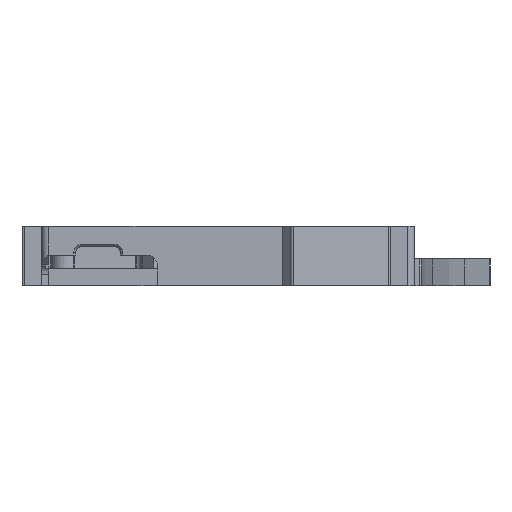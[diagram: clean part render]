
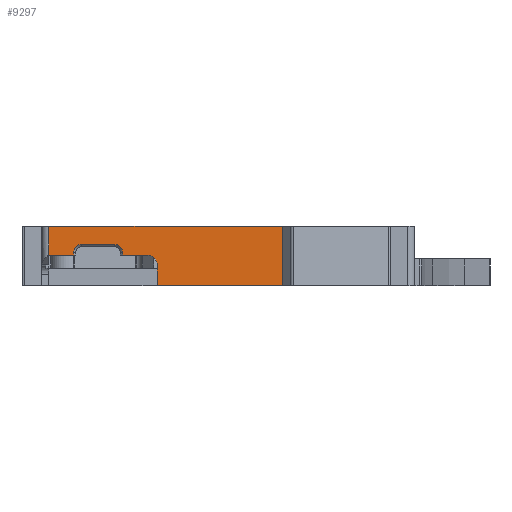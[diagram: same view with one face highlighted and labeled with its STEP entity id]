
A CAD part, left-side view. The second image highlights one B-rep face of the part: STEP entity #9297.
In plain terms, the highlighted planar face has unit normal (-1, 0, 0).
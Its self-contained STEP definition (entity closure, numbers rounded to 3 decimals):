
#629=FACE_OUTER_BOUND('',#1169,.T.);
#1169=EDGE_LOOP('',(#7312,#7313,#7314,#7315,#7316,#7317,#7318,#7319,#7320,
#7321,#7322,#7323,#7324));
#1522=CIRCLE('',#9765,1.7);
#1523=CIRCLE('',#9766,1.7);
#1524=CIRCLE('',#9767,2.);
#2037=LINE('',#14522,#3134);
#2101=LINE('',#14693,#3198);
#2129=LINE('',#14764,#3226);
#2130=LINE('',#14767,#3227);
#2131=LINE('',#14769,#3228);
#2132=LINE('',#14773,#3229);
#2133=LINE('',#14777,#3230);
#2134=LINE('',#14779,#3231);
#2135=LINE('',#14782,#3232);
#2136=LINE('',#14783,#3233);
#3134=VECTOR('',#10865,10.);
#3198=VECTOR('',#10985,10.);
#3226=VECTOR('',#11035,10.);
#3227=VECTOR('',#11038,10.);
#3228=VECTOR('',#11039,10.);
#3229=VECTOR('',#11042,10.);
#3230=VECTOR('',#11045,10.);
#3231=VECTOR('',#11046,10.);
#3232=VECTOR('',#11049,10.);
#3233=VECTOR('',#11050,10.);
#4223=VERTEX_POINT('',#14519);
#4224=VERTEX_POINT('',#14521);
#4288=VERTEX_POINT('',#14690);
#4289=VERTEX_POINT('',#14692);
#4307=VERTEX_POINT('',#14762);
#4308=VERTEX_POINT('',#14766);
#4309=VERTEX_POINT('',#14768);
#4310=VERTEX_POINT('',#14770);
#4311=VERTEX_POINT('',#14772);
#4312=VERTEX_POINT('',#14774);
#4313=VERTEX_POINT('',#14776);
#4314=VERTEX_POINT('',#14778);
#4315=VERTEX_POINT('',#14780);
#5309=EDGE_CURVE('',#4223,#4224,#2037,.T.);
#5388=EDGE_CURVE('',#4288,#4289,#2101,.T.);
#5420=EDGE_CURVE('',#4307,#4223,#2129,.T.);
#5421=EDGE_CURVE('',#4307,#4308,#2130,.T.);
#5422=EDGE_CURVE('',#4309,#4308,#2131,.T.);
#5423=EDGE_CURVE('',#4310,#4309,#1522,.T.);
#5424=EDGE_CURVE('',#4311,#4310,#2132,.T.);
#5425=EDGE_CURVE('',#4312,#4311,#1523,.T.);
#5426=EDGE_CURVE('',#4313,#4312,#2133,.T.);
#5427=EDGE_CURVE('',#4313,#4314,#2134,.T.);
#5428=EDGE_CURVE('',#4314,#4315,#1524,.T.);
#5429=EDGE_CURVE('',#4315,#4289,#2135,.T.);
#5430=EDGE_CURVE('',#4288,#4224,#2136,.T.);
#7312=ORIENTED_EDGE('',*,*,#5420,.F.);
#7313=ORIENTED_EDGE('',*,*,#5421,.T.);
#7314=ORIENTED_EDGE('',*,*,#5422,.F.);
#7315=ORIENTED_EDGE('',*,*,#5423,.F.);
#7316=ORIENTED_EDGE('',*,*,#5424,.F.);
#7317=ORIENTED_EDGE('',*,*,#5425,.F.);
#7318=ORIENTED_EDGE('',*,*,#5426,.F.);
#7319=ORIENTED_EDGE('',*,*,#5427,.T.);
#7320=ORIENTED_EDGE('',*,*,#5428,.T.);
#7321=ORIENTED_EDGE('',*,*,#5429,.T.);
#7322=ORIENTED_EDGE('',*,*,#5388,.F.);
#7323=ORIENTED_EDGE('',*,*,#5430,.T.);
#7324=ORIENTED_EDGE('',*,*,#5309,.F.);
#8830=PLANE('',#9764);
#9297=ADVANCED_FACE('',(#629),#8830,.T.);
#9764=AXIS2_PLACEMENT_3D('',#14765,#11036,#11037);
#9765=AXIS2_PLACEMENT_3D('',#14771,#11040,#11041);
#9766=AXIS2_PLACEMENT_3D('',#14775,#11043,#11044);
#9767=AXIS2_PLACEMENT_3D('',#14781,#11047,#11048);
#10865=DIRECTION('',(0.,-1.,0.));
#10985=DIRECTION('',(0.,1.,0.));
#11035=DIRECTION('',(0.,0.,1.));
#11036=DIRECTION('center_axis',(-1.,0.,0.));
#11037=DIRECTION('ref_axis',(0.,-1.,0.));
#11038=DIRECTION('',(0.,-1.,0.));
#11039=DIRECTION('',(0.,0.,-1.));
#11040=DIRECTION('center_axis',(-1.,0.,0.));
#11041=DIRECTION('ref_axis',(0.,0.,
1.));
#11042=DIRECTION('',(0.,1.,0.));
#11043=DIRECTION('center_axis',(-1.,0.,0.));
#11044=DIRECTION('ref_axis',(0.,-1.,0.));
#11045=DIRECTION('',(0.,0.,1.));
#11046=DIRECTION('',(0.,-1.,0.));
#11047=DIRECTION('center_axis',(1.,0.,0.));
#11048=DIRECTION('ref_axis',(0.,-1.,0.));
#11049=DIRECTION('',(0.,0.,-1.));
#11050=DIRECTION('',(0.,0.,1.));
#14519=CARTESIAN_POINT('',(28.638,-49.155,10.5));
#14521=CARTESIAN_POINT('',(28.638,-98.604,10.5));
#14522=CARTESIAN_POINT('',(28.638,-98.604,10.5));
#14690=CARTESIAN_POINT('',(28.638,-98.604,-2.));
#14692=CARTESIAN_POINT('',(28.638,-72.1,-2.));
#14693=CARTESIAN_POINT('',(28.638,-98.604,-2.));
#14762=CARTESIAN_POINT('',(28.638,-49.155,4.395));
#14764=CARTESIAN_POINT('',(28.638,-49.155,0.));
#14765=CARTESIAN_POINT('Origin',(28.638,-47.655,0.));
#14766=CARTESIAN_POINT('',(28.638,-54.4,4.395));
#14767=CARTESIAN_POINT('',(28.638,-48.405,4.395));
#14768=CARTESIAN_POINT('',(28.638,-54.4,4.98));
#14769=CARTESIAN_POINT('',(28.638,-54.4,1.905));
#14770=CARTESIAN_POINT('',(28.638,-56.1,6.68));
#14771=CARTESIAN_POINT('Origin',(28.638,-56.1,4.98));
#14772=CARTESIAN_POINT('',(28.638,-63.1,6.68));
#14773=CARTESIAN_POINT('',(28.638,-51.878,6.68));
#14774=CARTESIAN_POINT('',(28.638,-64.8,4.98));
#14775=CARTESIAN_POINT('Origin',(28.638,-63.1,4.98));
#14776=CARTESIAN_POINT('',(28.638,-64.8,4.395));
#14777=CARTESIAN_POINT('',(28.638,-64.8,2.49));
#14778=CARTESIAN_POINT('',(28.638,-70.1,4.395));
#14779=CARTESIAN_POINT('',(28.638,-48.405,4.395));
#14780=CARTESIAN_POINT('',(28.638,-72.1,2.395));
#14781=CARTESIAN_POINT('Origin',(28.638,-70.1,2.395));
#14782=CARTESIAN_POINT('',(28.638,-72.1,1.198));
#14783=CARTESIAN_POINT('',(28.638,-98.604,0.));
